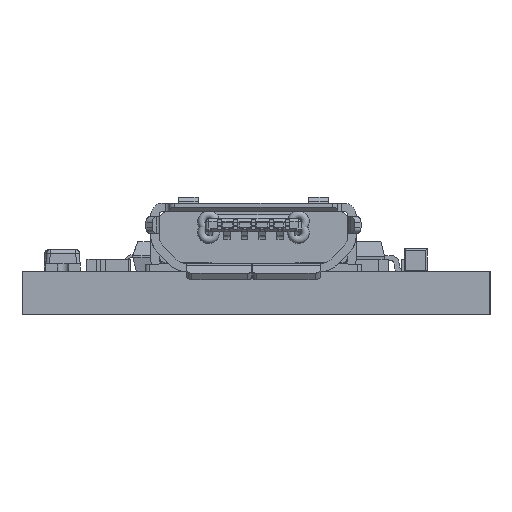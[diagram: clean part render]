
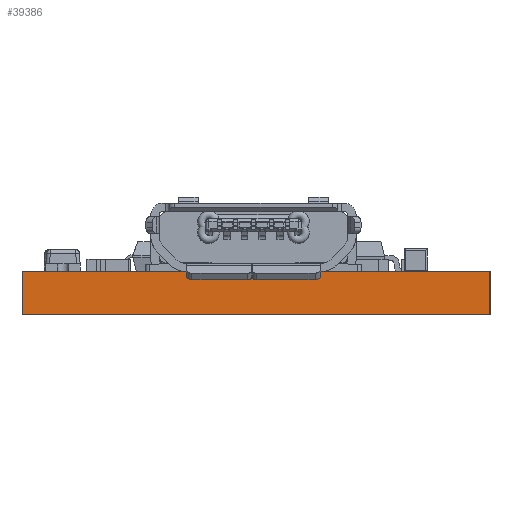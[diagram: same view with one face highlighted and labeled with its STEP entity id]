
A CAD part, left-side view. The second image highlights one B-rep face of the part: STEP entity #39386.
In plain terms, the highlighted planar face has unit normal (-1, 0, 0).
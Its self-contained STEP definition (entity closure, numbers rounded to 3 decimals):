
#2399=ORIENTED_EDGE('',*,*,#10736,.F.);
#2400=ORIENTED_EDGE('',*,*,#10967,.F.);
#2401=ORIENTED_EDGE('',*,*,#10951,.T.);
#2402=ORIENTED_EDGE('',*,*,#10968,.T.);
#10736=EDGE_CURVE('',#15020,#15021,#17818,.T.);
#10951=EDGE_CURVE('',#15235,#15236,#17854,.T.);
#10967=EDGE_CURVE('',#15235,#15020,#17870,.T.);
#10968=EDGE_CURVE('',#15236,#15021,#17871,.T.);
#15020=VERTEX_POINT('',#50366);
#15021=VERTEX_POINT('',#50367);
#15235=VERTEX_POINT('',#51978);
#15236=VERTEX_POINT('',#51979);
#17818=LINE('',#50365,#20601);
#17854=LINE('',#51977,#20637);
#17870=LINE('',#52010,#20653);
#17871=LINE('',#52011,#20654);
#20601=VECTOR('',#43242,1000.);
#20637=VECTOR('',#43280,1000.);
#20653=VECTOR('',#43298,1000.);
#20654=VECTOR('',#43299,1000.);
#23418=EDGE_LOOP('',(#2399,#2400,#2401,#2402));
#25184=FACE_BOUND('',#23418,.T.);
#26906=PLANE('',#41064);
#39386=ADVANCED_FACE('',(#25184),#26906,.T.);
#41064=AXIS2_PLACEMENT_3D('',#52009,#43296,#43297);
#43242=DIRECTION('',(0.,1.,0.));
#43280=DIRECTION('',(0.,1.,0.));
#43296=DIRECTION('',(-1.,0.,0.));
#43297=DIRECTION('',(0.,0.,1.));
#43298=DIRECTION('',(0.,0.,-1.));
#43299=DIRECTION('',(0.,0.,-1.));
#50365=CARTESIAN_POINT('',(-13.132,-8.547,0.));
#50366=CARTESIAN_POINT('',(-13.132,-8.547,0.));
#50367=CARTESIAN_POINT('',(-13.132,8.547,0.));
#51977=CARTESIAN_POINT('',(-13.132,-8.547,1.575));
#51978=CARTESIAN_POINT('',(-13.132,-8.547,1.575));
#51979=CARTESIAN_POINT('',(-13.132,8.547,1.575));
#52009=CARTESIAN_POINT('',(-13.132,-8.547,1.575));
#52010=CARTESIAN_POINT('',(-13.132,-8.547,1.575));
#52011=CARTESIAN_POINT('',(-13.132,8.547,1.575));
